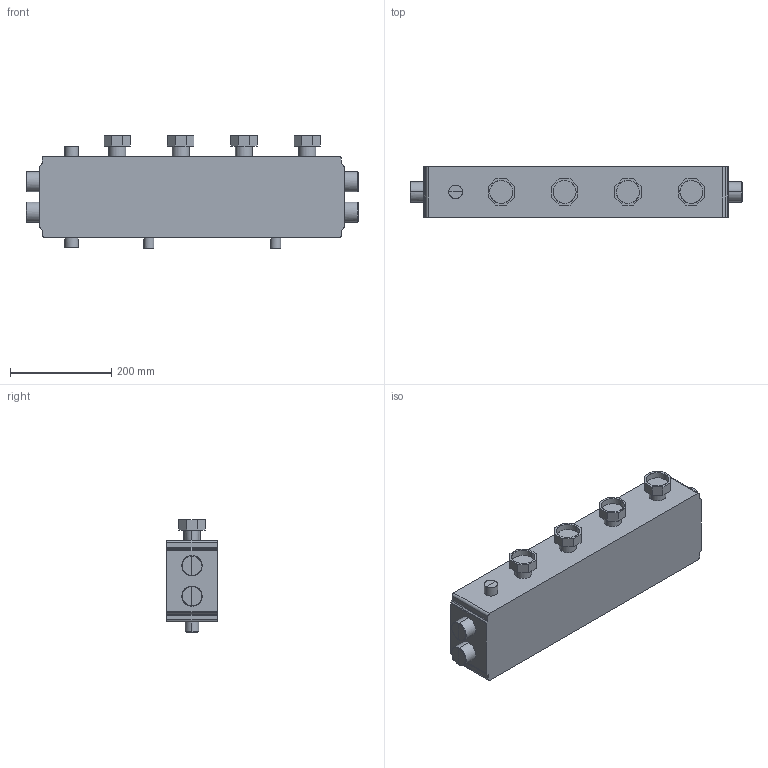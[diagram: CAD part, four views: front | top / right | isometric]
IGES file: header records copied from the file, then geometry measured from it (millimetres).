
Start section: START RECORD GO HERE.
Global section: file name: IGES_559221_-_TST.igs; native system: DASSAULT SYSTEMES CATIA Version 5-6 Release 2020 - www.3ds.com; preprocessor: V5-6R2020_5.30.5.0.09-01-2021.20.00; author: advantage; organization: CALEFFI; date: 20240614.143836; units: millimetre
Bounding box: 655 x 100 x 221.5 mm (x, y, z)
Surface area: 402440.9 mm2 (no closed solid volume)
Topology: 0 solids, 0 shells, 126 faces, 608 edges, 608 vertices
Faces by surface type: plane 74, revolution 52
